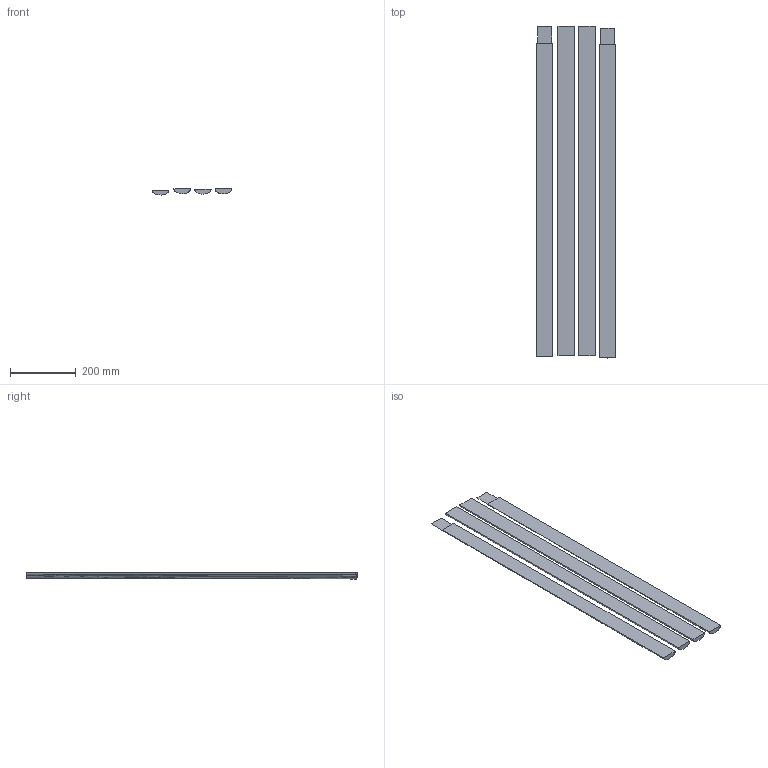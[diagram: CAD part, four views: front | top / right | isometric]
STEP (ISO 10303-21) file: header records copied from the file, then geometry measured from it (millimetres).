
FILE_DESCRIPTION(/* description */ (''),/* implementation_level */ '2;1');
FILE_NAME(/* name */ 'olive_harvester_tool_stick.step',/* time_stamp */ '2016-12-03T00:49:24+00:00',/* author */ (''),/* organization */ (''),/* preprocessor_version */ 'ST-DEVELOPER v16.5',/* originating_system */ 'Autodesk Translation Framework v5.2.0.2920',/* authorisation */ '');
FILE_SCHEMA (('AUTOMOTIVE_DESIGN { 1 0 10303 214 3 1 1 }'));
Length unit declared in the file: millimetre
Products named in the file (6): olive_harvester_tool v25; StickCAM; tool_body1 (1); tool_body2 (1); tool_body3 (1); tool_body4 (1)
Assembly tree (5 placements, depth 3):
  olive_harvester_tool v25
    StickCAM
      tool_body1 (1)
      tool_body2 (1)
      tool_body3 (1)
      tool_body4 (1)
Bounding box: 240.71 x 1007.03 x 18.43 mm (x, y, z)
Volume: 2042527.2 mm3; surface area: 448091.1 mm2
Topology: 4 solids, 4 shells, 20 faces, 36 edges, 24 vertices
Faces by surface type: plane 16, bspline 4
Entity records: 706 total; most frequent: CARTESIAN_POINT 199, DIRECTION 98, ORIENTED_EDGE 72, AXIS2_PLACEMENT_3D 39, EDGE_CURVE 36, VERTEX_POINT 24, FACE_OUTER_BOUND 20, EDGE_LOOP 20
